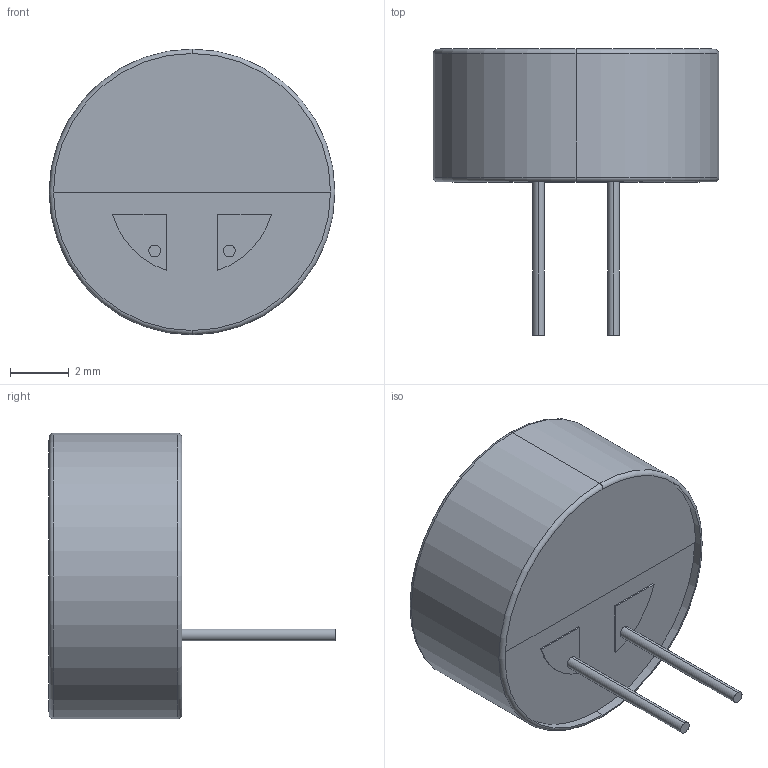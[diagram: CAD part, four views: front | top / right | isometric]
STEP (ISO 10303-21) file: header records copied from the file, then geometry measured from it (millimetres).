
FILE_DESCRIPTION (( 'STEP AP203' ), '1' );
FILE_NAME ('EM-9745P.STEP', '2017-01-03T19:17:38', ( 'Gem' ), ( '' ), 'SwSTEP 2.0', 'SolidWorks 2013', '' );
FILE_SCHEMA (( 'CONFIG_CONTROL_DESIGN' ));
Length unit declared in the file: millimetre
Products named in the file (1): EM-9745P
Bounding box: 9.7 x 9.71 x 9.7 mm (x, y, z)
Volume: 315.4 mm3; surface area: 437.2 mm2
Topology: 2 solids, 2 shells, 30 faces, 60 edges, 38 vertices
Faces by surface type: plane 14, cylinder 12, torus 4
Entity records: 865 total; most frequent: DIRECTION 154, CARTESIAN_POINT 129, ORIENTED_EDGE 120, AXIS2_PLACEMENT_3D 63, EDGE_CURVE 60, VERTEX_POINT 38, EDGE_LOOP 34, CIRCLE 32
